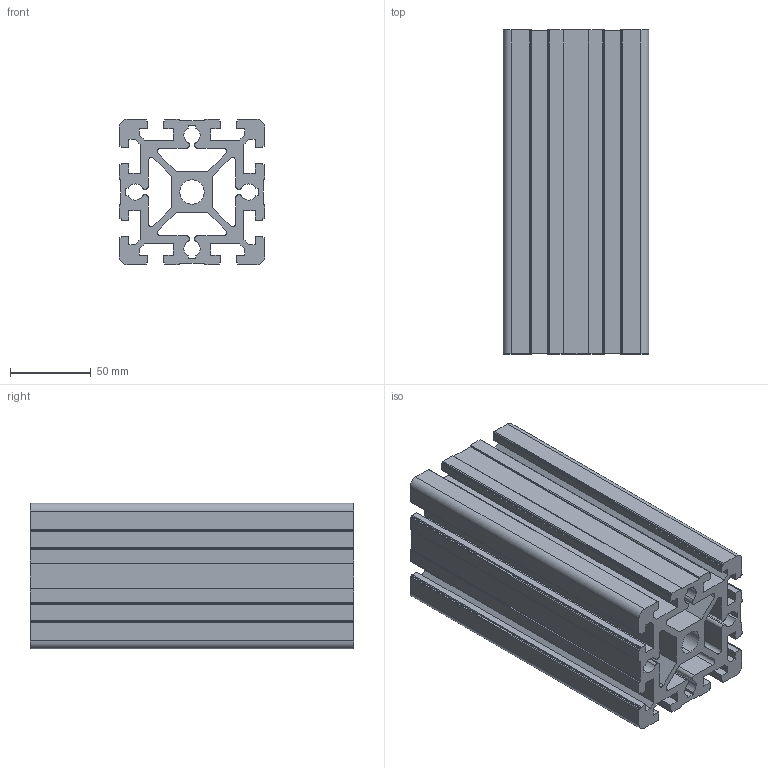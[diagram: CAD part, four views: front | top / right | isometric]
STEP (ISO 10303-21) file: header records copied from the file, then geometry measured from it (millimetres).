
FILE_DESCRIPTION (( 'STEP AP203' ), '1' );
FILE_NAME ('411990500_c_1.STEP', '2022-10-23T11:11:49', ( '' ), ( '' ), 'SwSTEP 2.0', 'SolidWorks 2014', '' );
FILE_SCHEMA (( 'CONFIG_CONTROL_DESIGN' ));
Length unit declared in the file: millimetre
Products named in the file (1): 411990500_c_1
Bounding box: 90 x 200 x 90 mm (x, y, z)
Volume: 778634.9 mm3; surface area: 266317.9 mm2
Topology: 1 solids, 1 shells, 234 faces, 696 edges, 464 vertices
Faces by surface type: plane 158, cylinder 76
Entity records: 7929 total; most frequent: CARTESIAN_POINT 1395, ORIENTED_EDGE 1392, DIRECTION 1318, EDGE_CURVE 696, LINE 544, VECTOR 544, VERTEX_POINT 464, AXIS2_PLACEMENT_3D 387
